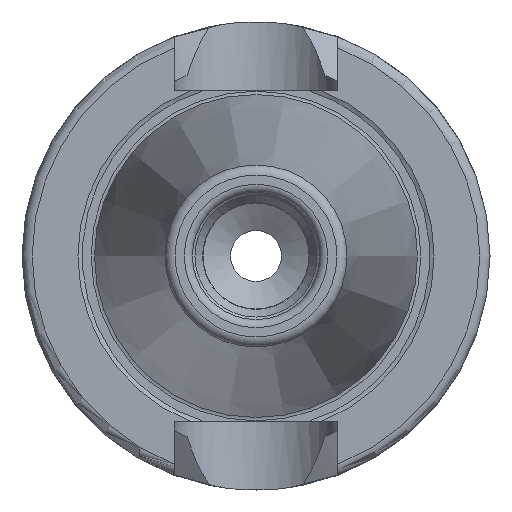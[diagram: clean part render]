
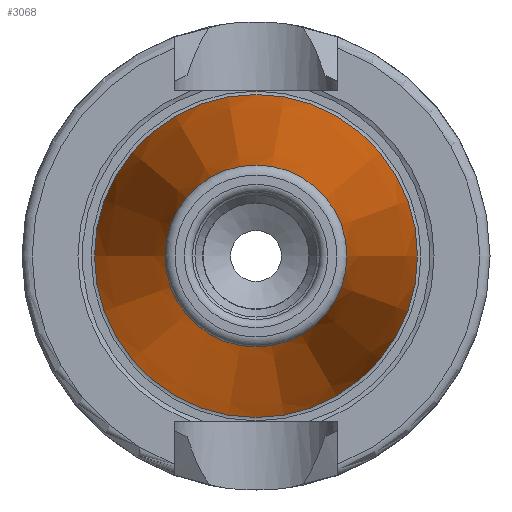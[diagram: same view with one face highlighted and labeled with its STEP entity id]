
A CAD part, left-side view. The second image highlights one B-rep face of the part: STEP entity #3068.
In plain terms, the highlighted conical face has half-angle 8.297 degrees and reference radius 12.408 mm.
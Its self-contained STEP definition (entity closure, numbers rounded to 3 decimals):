
#3034=CARTESIAN_POINT('',(-47.544,8.941,0.0));
#3035=VERTEX_POINT('',#3034);
#3036=CARTESIAN_POINT('',(-47.544,0.0,0.0));
#3037=DIRECTION('',(1.0,0.0,0.0));
#3038=DIRECTION('',(0.0,1.0,0.0));
#3039=AXIS2_PLACEMENT_3D('',#3036,#3037,#3038);
#3040=CIRCLE('',#3039,8.941);
#3041=EDGE_CURVE('',#3035,#3035,#3040,.T.);
#3049=CARTESIAN_POINT('',(-23.772,0.0,0.0));
#3050=DIRECTION('',(1.0,0.0,0.0));
#3051=DIRECTION('',(0.0,1.0,0.0));
#3052=AXIS2_PLACEMENT_3D('',#3049,#3050,#3051);
#3053=CONICAL_SURFACE('',#3052,12.408,8.297);
#3054=CARTESIAN_POINT('',(0.0,15.875,0.0));
#3055=VERTEX_POINT('',#3054);
#3056=CARTESIAN_POINT('',(0.0,0.0,0.0));
#3057=DIRECTION('',(1.0,0.0,0.0));
#3058=DIRECTION('',(0.0,1.0,0.0));
#3059=AXIS2_PLACEMENT_3D('',#3056,#3057,#3058);
#3060=CIRCLE('',#3059,15.875);
#3061=EDGE_CURVE('',#3055,#3055,#3060,.T.);
#3062=ORIENTED_EDGE('',*,*,#3061,.F.);
#3063=EDGE_LOOP('',(#3062));
#3064=FACE_OUTER_BOUND('',#3063,.T.);
#3065=ORIENTED_EDGE('',*,*,#3041,.T.);
#3066=EDGE_LOOP('',(#3065));
#3067=FACE_BOUND('',#3066,.T.);
#3068=ADVANCED_FACE('',(#3064,#3067),#3053,.T.);
